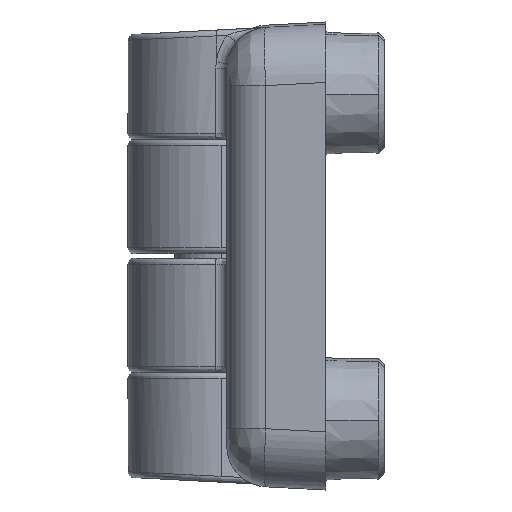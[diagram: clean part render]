
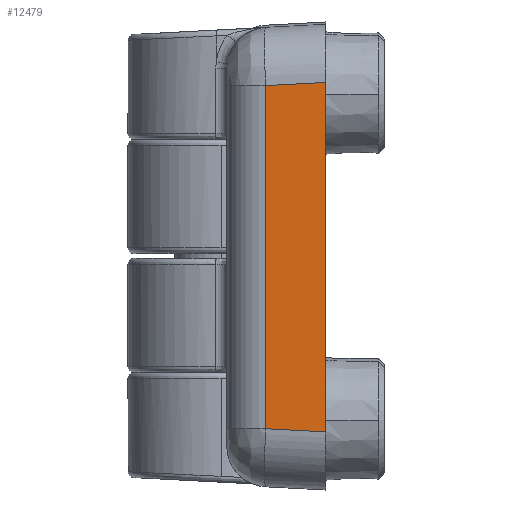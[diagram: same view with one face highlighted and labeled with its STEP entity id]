
A CAD part, left-side view. The second image highlights one B-rep face of the part: STEP entity #12479.
In plain terms, the highlighted planar face has unit normal (-0.999, 0.052, 0).
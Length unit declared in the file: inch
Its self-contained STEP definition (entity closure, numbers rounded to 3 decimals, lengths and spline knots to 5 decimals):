
#484 = EDGE_CURVE ( 'NONE', #13370, #16367, #2815, .T. ) ;
#2196 = CARTESIAN_POINT ( 'NONE',  ( -2.15844, -0.71091, 0.59102 ) ) ;
#2725 = LINE ( 'NONE', #18489, #28623 ) ;
#2815 = LINE ( 'NONE', #22147, #28725 ) ;
#4217 = ORIENTED_EDGE ( 'NONE', *, *, #30837, .T. ) ;
#4287 = PLANE ( 'NONE',  #20979 ) ;
#4672 = DIRECTION ( 'NONE',  ( 0.052, 0.997, 0.052 ) ) ;
#6913 = DIRECTION ( 'NONE',  ( -0.999, 0.052, 0. ) ) ;
#7190 = EDGE_CURVE ( 'NONE', #13370, #26593, #10030, .T. ) ;
#8228 = VECTOR ( 'NONE', #9664, 39.37008 ) ;
#9664 = DIRECTION ( 'NONE',  ( 0., 0., 1. ) ) ;
#10030 = LINE ( 'NONE', #15620, #23387 ) ;
#10934 = CARTESIAN_POINT ( 'NONE',  ( -2.15844, -0.71091, -0.59062 ) ) ;
#12479 = ADVANCED_FACE ( 'NONE', ( #30922 ), #4287, .T. ) ;
#13370 = VERTEX_POINT ( 'NONE', #10934 ) ;
#14554 = CARTESIAN_POINT ( 'NONE',  ( -2.14775, -0.50685, -0.7872 ) ) ;
#14867 = ORIENTED_EDGE ( 'NONE', *, *, #484, .F. ) ;
#15341 = VERTEX_POINT ( 'NONE', #26662 ) ;
#15620 = CARTESIAN_POINT ( 'NONE',  ( -2.15844, -0.71091, -0.7872 ) ) ;
#16367 = VERTEX_POINT ( 'NONE', #27013 ) ;
#18029 = DIRECTION ( 'NONE',  ( 0., 0., 1. ) ) ;
#18489 = CARTESIAN_POINT ( 'NONE',  ( -2.15844, -0.71091, 0.59102 ) ) ;
#20979 = AXIS2_PLACEMENT_3D ( 'NONE', #21978, #6913, #24502 ) ;
#21015 = DIRECTION ( 'NONE',  ( 0.052, 0.997, -0.052 ) ) ;
#21978 = CARTESIAN_POINT ( 'NONE',  ( -2.15844, -0.71091, -0.7872 ) ) ;
#22147 = CARTESIAN_POINT ( 'NONE',  ( -2.15549, -0.65458, -0.58767 ) ) ;
#23387 = VECTOR ( 'NONE', #18029, 39.37008 ) ;
#24502 = DIRECTION ( 'NONE',  ( -0.052, -0.999, 0. ) ) ;
#26593 = VERTEX_POINT ( 'NONE', #2196 ) ;
#26662 = CARTESIAN_POINT ( 'NONE',  ( -2.14775, -0.50685, 0.58032 ) ) ;
#27013 = CARTESIAN_POINT ( 'NONE',  ( -2.14775, -0.50685, -0.57993 ) ) ;
#27447 = LINE ( 'NONE', #14554, #8228 ) ;
#27824 = ORIENTED_EDGE ( 'NONE', *, *, #7190, .T. ) ;
#28623 = VECTOR ( 'NONE', #21015, 39.37008 ) ;
#28725 = VECTOR ( 'NONE', #4672, 39.37008 ) ;
#28839 = EDGE_CURVE ( 'NONE', #16367, #15341, #27447, .T. ) ;
#28953 = EDGE_LOOP ( 'NONE', ( #14867, #27824, #4217, #29014 ) ) ;
#29014 = ORIENTED_EDGE ( 'NONE', *, *, #28839, .F. ) ;
#30837 = EDGE_CURVE ( 'NONE', #26593, #15341, #2725, .T. ) ;
#30922 = FACE_OUTER_BOUND ( 'NONE', #28953, .T. ) ;
